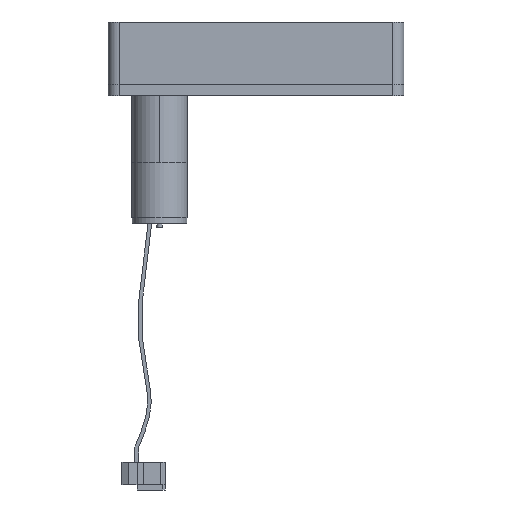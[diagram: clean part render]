
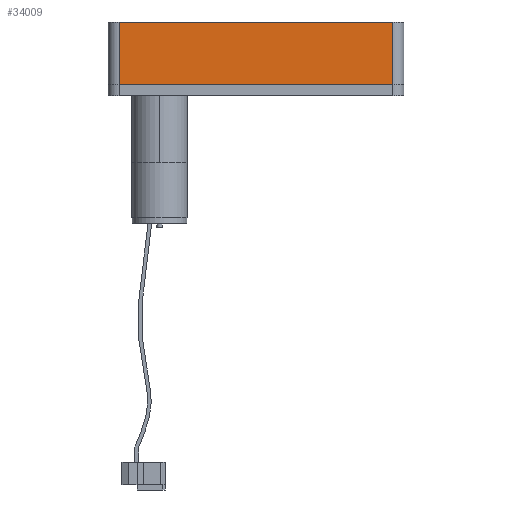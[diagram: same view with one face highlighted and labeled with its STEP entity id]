
A CAD part, left-side view. The second image highlights one B-rep face of the part: STEP entity #34009.
In plain terms, the highlighted planar face has unit normal (-1, 0, 0).
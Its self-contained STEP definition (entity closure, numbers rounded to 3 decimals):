
#73 = VERTEX_POINT ( 'NONE', #30909 ) ;
#1184 = PLANE ( 'NONE',  #38654 ) ;
#2595 = CARTESIAN_POINT ( 'NONE',  ( -47.919, -29.837, 17. ) ) ;
#2817 = VECTOR ( 'NONE', #9129, 1000. ) ;
#4765 = DIRECTION ( 'NONE',  ( 0., 1., 0. ) ) ;
#6310 = DIRECTION ( 'NONE',  ( 0., 0., 1. ) ) ;
#9129 = DIRECTION ( 'NONE',  ( 0., -1., 0. ) ) ;
#9369 = ORIENTED_EDGE ( 'NONE', *, *, #29441, .F. ) ;
#11036 = EDGE_LOOP ( 'NONE', ( #21318, #33059, #9369, #38542 ) ) ;
#11160 = LINE ( 'NONE', #15855, #2817 ) ;
#12592 = CARTESIAN_POINT ( 'NONE',  ( -47.919, 44.163, 17. ) ) ;
#12694 = FACE_OUTER_BOUND ( 'NONE', #11036, .T. ) ;
#12812 = VECTOR ( 'NONE', #19528, 1000. ) ;
#13520 = EDGE_CURVE ( 'NONE', #24567, #73, #13929, .T. ) ;
#13929 = LINE ( 'NONE', #26914, #44432 ) ;
#15855 = CARTESIAN_POINT ( 'NONE',  ( -47.919, 47.163, 0. ) ) ;
#19042 = CARTESIAN_POINT ( 'NONE',  ( -47.919, -29.837, 17. ) ) ;
#19528 = DIRECTION ( 'NONE',  ( 0., -1., 0. ) ) ;
#19672 = CARTESIAN_POINT ( 'NONE',  ( -47.919, 47.163, 17. ) ) ;
#21318 = ORIENTED_EDGE ( 'NONE', *, *, #38651, .T. ) ;
#22290 = VERTEX_POINT ( 'NONE', #46129 ) ;
#22497 = CARTESIAN_POINT ( 'NONE',  ( -47.919, 47.163, 17. ) ) ;
#23521 = DIRECTION ( 'NONE',  ( 0., 0., -1. ) ) ;
#24567 = VERTEX_POINT ( 'NONE', #12592 ) ;
#25432 = VERTEX_POINT ( 'NONE', #19042 ) ;
#26914 = CARTESIAN_POINT ( 'NONE',  ( -47.919, 44.163, 17. ) ) ;
#29182 = DIRECTION ( 'NONE',  ( 1., 0., 0. ) ) ;
#29441 = EDGE_CURVE ( 'NONE', #24567, #25432, #29448, .T. ) ;
#29448 = LINE ( 'NONE', #19672, #12812 ) ;
#30909 = CARTESIAN_POINT ( 'NONE',  ( -47.919, 44.163, 0. ) ) ;
#33059 = ORIENTED_EDGE ( 'NONE', *, *, #39844, .T. ) ;
#34009 = ADVANCED_FACE ( 'NONE', ( #12694 ), #1184, .F. ) ;
#38542 = ORIENTED_EDGE ( 'NONE', *, *, #13520, .T. ) ;
#38651 = EDGE_CURVE ( 'NONE', #73, #22290, #11160, .T. ) ;
#38654 = AXIS2_PLACEMENT_3D ( 'NONE', #22497, #29182, #4765 ) ;
#39844 = EDGE_CURVE ( 'NONE', #22290, #25432, #40220, .T. ) ;
#40220 = LINE ( 'NONE', #2595, #44672 ) ;
#44432 = VECTOR ( 'NONE', #23521, 1000. ) ;
#44672 = VECTOR ( 'NONE', #6310, 1000. ) ;
#46129 = CARTESIAN_POINT ( 'NONE',  ( -47.919, -29.837, 0. ) ) ;
